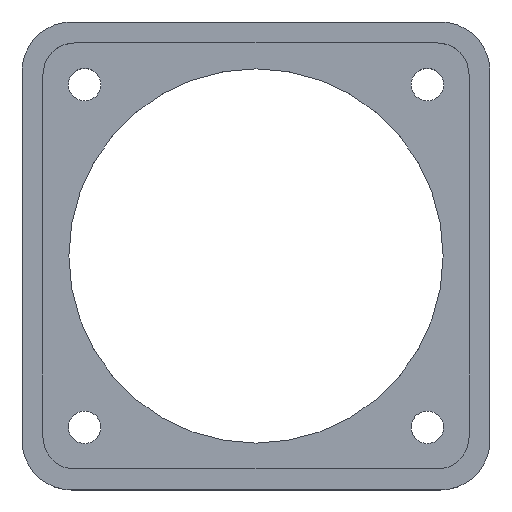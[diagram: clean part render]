
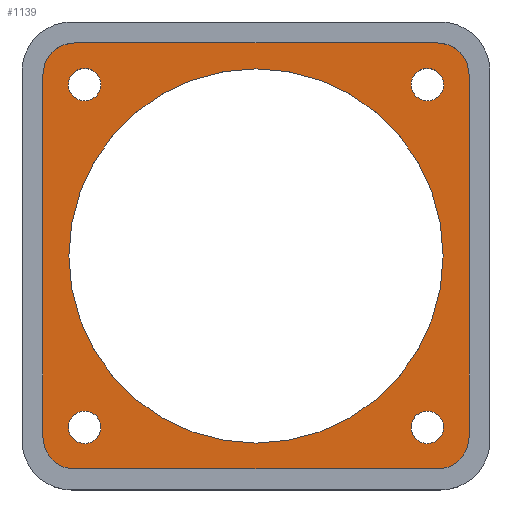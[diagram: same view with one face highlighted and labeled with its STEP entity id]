
A CAD part, top view. The second image highlights one B-rep face of the part: STEP entity #1139.
In plain terms, the highlighted planar face has unit normal (0, 0, 1).
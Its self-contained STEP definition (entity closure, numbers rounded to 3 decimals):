
#77=FACE_BOUND('',#251,.T.);
#78=FACE_BOUND('',#252,.T.);
#79=FACE_BOUND('',#253,.T.);
#80=FACE_BOUND('',#254,.T.);
#81=FACE_BOUND('',#255,.T.);
#112=PLANE('',#1303);
#176=FACE_OUTER_BOUND('',#250,.T.);
#250=EDGE_LOOP('',(#1050,#1051,#1052,#1053,#1054,#1055,#1056,#1057));
#251=EDGE_LOOP('',(#1058));
#252=EDGE_LOOP('',(#1059));
#253=EDGE_LOOP('',(#1060));
#254=EDGE_LOOP('',(#1061));
#255=EDGE_LOOP('',(#1062));
#258=LINE('',#1683,#299);
#262=LINE('',#1695,#303);
#266=LINE('',#1707,#307);
#271=LINE('',#1719,#312);
#299=VECTOR('',#1316,10.);
#303=VECTOR('',#1328,10.);
#307=VECTOR('',#1340,10.);
#312=VECTOR('',#1353,10.);
#338=CIRCLE('',#1143,6.477);
#340=CIRCLE('',#1147,6.477);
#342=CIRCLE('',#1151,6.477);
#345=CIRCLE('',#1156,6.477);
#352=CIRCLE('',#1167,38.);
#432=CIRCLE('',#1288,3.302);
#433=CIRCLE('',#1290,3.302);
#434=CIRCLE('',#1292,3.302);
#435=CIRCLE('',#1294,3.302);
#436=VERTEX_POINT('',#1673);
#437=VERTEX_POINT('',#1674);
#440=VERTEX_POINT('',#1682);
#442=VERTEX_POINT('',#1688);
#444=VERTEX_POINT('',#1694);
#446=VERTEX_POINT('',#1700);
#448=VERTEX_POINT('',#1706);
#451=VERTEX_POINT('',#1714);
#464=VERTEX_POINT('',#1757);
#546=VERTEX_POINT('',#2149);
#547=VERTEX_POINT('',#2153);
#548=VERTEX_POINT('',#2157);
#549=VERTEX_POINT('',#2161);
#550=EDGE_CURVE('',#436,#437,#338,.T.);
#554=EDGE_CURVE('',#440,#436,#258,.T.);
#557=EDGE_CURVE('',#442,#440,#340,.T.);
#560=EDGE_CURVE('',#444,#442,#262,.T.);
#563=EDGE_CURVE('',#446,#444,#342,.T.);
#566=EDGE_CURVE('',#448,#446,#266,.T.);
#570=EDGE_CURVE('',#451,#448,#345,.T.);
#573=EDGE_CURVE('',#437,#451,#271,.T.);
#586=EDGE_CURVE('',#464,#464,#352,.T.);
#705=EDGE_CURVE('',#546,#546,#432,.T.);
#707=EDGE_CURVE('',#547,#547,#433,.T.);
#709=EDGE_CURVE('',#548,#548,#434,.T.);
#711=EDGE_CURVE('',#549,#549,#435,.T.);
#1050=ORIENTED_EDGE('',*,*,#550,.T.);
#1051=ORIENTED_EDGE('',*,*,#573,.T.);
#1052=ORIENTED_EDGE('',*,*,#570,.T.);
#1053=ORIENTED_EDGE('',*,*,#566,.T.);
#1054=ORIENTED_EDGE('',*,*,#563,.T.);
#1055=ORIENTED_EDGE('',*,*,#560,.T.);
#1056=ORIENTED_EDGE('',*,*,#557,.T.);
#1057=ORIENTED_EDGE('',*,*,#554,.T.);
#1058=ORIENTED_EDGE('',*,*,#711,.T.);
#1059=ORIENTED_EDGE('',*,*,#586,.T.);
#1060=ORIENTED_EDGE('',*,*,#709,.T.);
#1061=ORIENTED_EDGE('',*,*,#707,.T.);
#1062=ORIENTED_EDGE('',*,*,#705,.T.);
#1139=ADVANCED_FACE('',(#176,#77,#78,#79,#80,#81),#112,.T.);
#1143=AXIS2_PLACEMENT_3D('',#1675,#1308,#1309);
#1147=AXIS2_PLACEMENT_3D('',#1689,#1321,#1322);
#1151=AXIS2_PLACEMENT_3D('',#1701,#1333,#1334);
#1156=AXIS2_PLACEMENT_3D('',#1715,#1347,#1348);
#1167=AXIS2_PLACEMENT_3D('',#1758,#1376,#1377);
#1288=AXIS2_PLACEMENT_3D('',#2150,#1627,#1628);
#1290=AXIS2_PLACEMENT_3D('',#2154,#1632,#1633);
#1292=AXIS2_PLACEMENT_3D('',#2158,#1637,#1638);
#1294=AXIS2_PLACEMENT_3D('',#2162,#1642,#1643);
#1303=AXIS2_PLACEMENT_3D('',#2180,#1669,#1670);
#1308=DIRECTION('center_axis',(0.,0.,1.));
#1309=DIRECTION('ref_axis',(0.707,0.707,0.));
#1316=DIRECTION('',(0.,1.,0.));
#1321=DIRECTION('center_axis',(0.,0.,1.));
#1322=DIRECTION('ref_axis',(0.707,-0.707,0.));
#1328=DIRECTION('',(1.,0.,0.));
#1333=DIRECTION('center_axis',(0.,0.,1.));
#1334=DIRECTION('ref_axis',(-0.707,-0.707,0.));
#1340=DIRECTION('',(0.,-1.,0.));
#1347=DIRECTION('center_axis',(0.,0.,1.));
#1348=DIRECTION('ref_axis',(-0.707,0.707,0.));
#1353=DIRECTION('',(-1.,0.,0.));
#1376=DIRECTION('center_axis',(0.,0.,
-1.));
#1377=DIRECTION('ref_axis',(-1.,0.,0.));
#1627=DIRECTION('center_axis',(0.,0.,
-1.));
#1628=DIRECTION('ref_axis',(-1.,0.,0.));
#1632=DIRECTION('center_axis',(0.,0.,
-1.));
#1633=DIRECTION('ref_axis',(-1.,0.,0.));
#1637=DIRECTION('center_axis',(0.,0.,
-1.));
#1638=DIRECTION('ref_axis',(-1.,0.,0.));
#1642=DIRECTION('center_axis',(0.,0.,
-1.));
#1643=DIRECTION('ref_axis',(-1.,0.,0.));
#1669=DIRECTION('center_axis',(0.,0.,1.));
#1670=DIRECTION('ref_axis',(-1.,0.,0.));
#1673=CARTESIAN_POINT('',(43.253,36.776,30.984));
#1674=CARTESIAN_POINT('',(36.776,43.253,30.984));
#1675=CARTESIAN_POINT('Origin',(36.776,36.776,30.984));
#1682=CARTESIAN_POINT('',(43.253,-36.776,30.984));
#1683=CARTESIAN_POINT('',(43.253,18.288,30.984));
#1688=CARTESIAN_POINT('',(36.776,-43.253,30.984));
#1689=CARTESIAN_POINT('Origin',(36.776,-36.776,30.984));
#1694=CARTESIAN_POINT('',(-36.776,-43.253,30.984));
#1695=CARTESIAN_POINT('',(18.288,-43.253,30.984));
#1700=CARTESIAN_POINT('',(-43.253,-36.776,30.984));
#1701=CARTESIAN_POINT('Origin',(-36.776,-36.776,30.984));
#1706=CARTESIAN_POINT('',(-43.253,36.776,30.984));
#1707=CARTESIAN_POINT('',(-43.253,-18.288,30.984));
#1714=CARTESIAN_POINT('',(-36.776,43.253,30.984));
#1715=CARTESIAN_POINT('Origin',(-36.776,36.776,30.984));
#1719=CARTESIAN_POINT('',(-18.288,43.253,30.984));
#1757=CARTESIAN_POINT('',(38.,0.,30.984));
#1758=CARTESIAN_POINT('Origin',(0.,0.,
30.984));
#2149=CARTESIAN_POINT('',(38.1,34.798,30.984));
#2150=CARTESIAN_POINT('Origin',(34.798,34.798,30.984));
#2153=CARTESIAN_POINT('',(38.1,-34.798,30.984));
#2154=CARTESIAN_POINT('Origin',(34.798,-34.798,30.984));
#2157=CARTESIAN_POINT('',(-31.496,-34.798,30.984));
#2158=CARTESIAN_POINT('Origin',(-34.798,-34.798,30.984));
#2161=CARTESIAN_POINT('',(-31.496,34.798,30.984));
#2162=CARTESIAN_POINT('Origin',(-34.798,34.798,30.984));
#2180=CARTESIAN_POINT('Origin',(0.,0.,
30.984));
